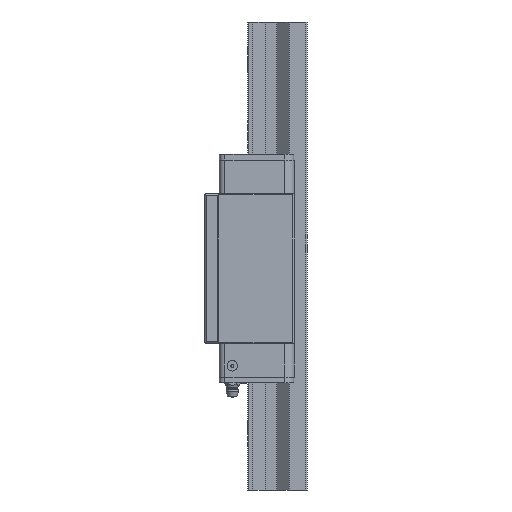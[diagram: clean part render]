
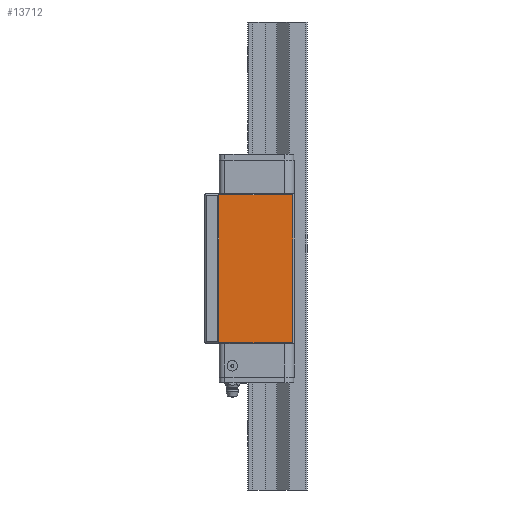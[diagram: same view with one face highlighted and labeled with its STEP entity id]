
A CAD part, left-side view. The second image highlights one B-rep face of the part: STEP entity #13712.
In plain terms, the highlighted planar face has unit normal (-1, 0, 0).
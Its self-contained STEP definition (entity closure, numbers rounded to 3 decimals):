
#1763 = VECTOR ( 'NONE', #76029, 1000. ) ;
#3944 = LINE ( 'NONE', #5628, #1763 ) ;
#5388 = VECTOR ( 'NONE', #60542, 1000. ) ;
#5628 = CARTESIAN_POINT ( 'NONE',  ( 4.009, 6.35, 79.5 ) ) ;
#7619 = CARTESIAN_POINT ( 'NONE',  ( 4.009, 36.828, 80. ) ) ;
#9673 = EDGE_LOOP ( 'NONE', ( #48184, #56193, #17029, #69336 ) ) ;
#10891 = AXIS2_PLACEMENT_3D ( 'NONE', #23892, #73383, #31036 ) ;
#13712 = ADVANCED_FACE ( 'NONE', ( #87270 ), #87250, .F. ) ;
#14178 = EDGE_CURVE ( 'NONE', #54404, #31319, #24120, .T. ) ;
#14713 = DIRECTION ( 'NONE',  ( 0., 0., 1. ) ) ;
#15535 = CARTESIAN_POINT ( 'NONE',  ( 4.009, -2.672, 79.5 ) ) ;
#17029 = ORIENTED_EDGE ( 'NONE', *, *, #62489, .F. ) ;
#17184 = VECTOR ( 'NONE', #14713, 1000. ) ;
#23135 = VERTEX_POINT ( 'NONE', #45172 ) ;
#23892 = CARTESIAN_POINT ( 'NONE',  ( 4.009, -8.093, 80. ) ) ;
#24120 = LINE ( 'NONE', #46331, #5388 ) ;
#31036 = DIRECTION ( 'NONE',  ( 0., 0., -1. ) ) ;
#31319 = VERTEX_POINT ( 'NONE', #42447 ) ;
#35692 = LINE ( 'NONE', #41057, #71082 ) ;
#41057 = CARTESIAN_POINT ( 'NONE',  ( 4.009, -2.672, 80. ) ) ;
#42447 = CARTESIAN_POINT ( 'NONE',  ( 4.009, 36.828, 0.5 ) ) ;
#45172 = CARTESIAN_POINT ( 'NONE',  ( 4.009, 36.828, 79.5 ) ) ;
#46331 = CARTESIAN_POINT ( 'NONE',  ( 4.009, 6.35, 0.5 ) ) ;
#48184 = ORIENTED_EDGE ( 'NONE', *, *, #89704, .F. ) ;
#52003 = EDGE_CURVE ( 'NONE', #23135, #61485, #3944, .T. ) ;
#54404 = VERTEX_POINT ( 'NONE', #71485 ) ;
#56193 = ORIENTED_EDGE ( 'NONE', *, *, #52003, .F. ) ;
#60542 = DIRECTION ( 'NONE',  ( 0., 1., 0. ) ) ;
#61485 = VERTEX_POINT ( 'NONE', #15535 ) ;
#62489 = EDGE_CURVE ( 'NONE', #31319, #23135, #71300, .T. ) ;
#69336 = ORIENTED_EDGE ( 'NONE', *, *, #14178, .F. ) ;
#69537 = DIRECTION ( 'NONE',  ( 0., 0., -1. ) ) ;
#71082 = VECTOR ( 'NONE', #69537, 1000. ) ;
#71300 = LINE ( 'NONE', #7619, #17184 ) ;
#71485 = CARTESIAN_POINT ( 'NONE',  ( 4.009, -2.672, 0.5 ) ) ;
#73383 = DIRECTION ( 'NONE',  ( 1., 0., 0. ) ) ;
#76029 = DIRECTION ( 'NONE',  ( 0., -1., 0. ) ) ;
#87250 = PLANE ( 'NONE',  #10891 ) ;
#87270 = FACE_OUTER_BOUND ( 'NONE', #9673, .T. ) ;
#89704 = EDGE_CURVE ( 'NONE', #61485, #54404, #35692, .T. ) ;
